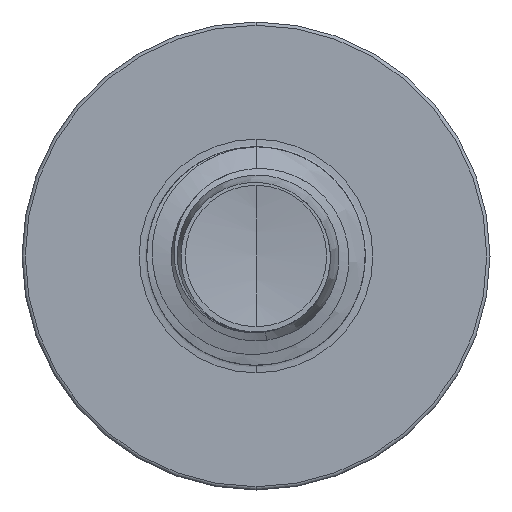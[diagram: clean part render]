
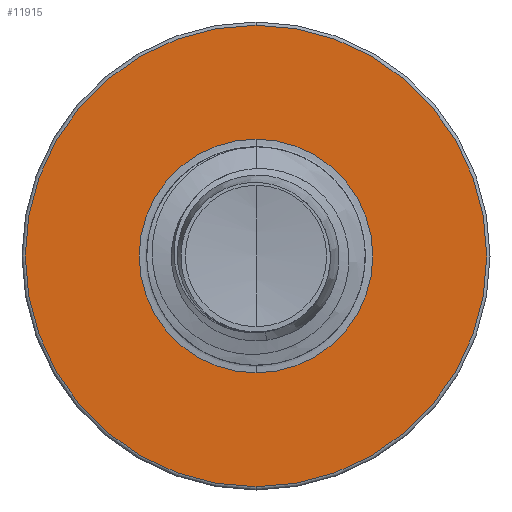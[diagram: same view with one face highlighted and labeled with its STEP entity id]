
A CAD part, front view. The second image highlights one B-rep face of the part: STEP entity #11915.
In plain terms, the highlighted planar face has unit normal (0, -1, 0).
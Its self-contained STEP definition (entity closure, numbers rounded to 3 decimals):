
#831 = ORIENTED_EDGE ( 'NONE', *, *, #15229, .F. ) ;
#1472 = EDGE_CURVE ( 'NONE', #20292, #18805, #2069, .T. ) ;
#2069 = CIRCLE ( 'NONE', #20215, 1.872 ) ;
#3240 = DIRECTION ( 'NONE',  ( 0., 0., 1. ) ) ;
#3245 = DIRECTION ( 'NONE',  ( 0., 1., 0. ) ) ;
#3273 = CARTESIAN_POINT ( 'NONE',  ( 0., 11., 0. ) ) ;
#3391 = CIRCLE ( 'NONE', #10346, 3.698 ) ;
#4423 = EDGE_LOOP ( 'NONE', ( #19326, #16710 ) ) ;
#5333 = CARTESIAN_POINT ( 'NONE',  ( 0., 11., -3.697 ) ) ;
#5985 = EDGE_LOOP ( 'NONE', ( #10989, #831 ) ) ;
#6365 = DIRECTION ( 'NONE',  ( 0., 0., 1. ) ) ;
#6377 = DIRECTION ( 'NONE',  ( 0., 1., 0. ) ) ;
#6440 = CARTESIAN_POINT ( 'NONE',  ( 0., 11., -1.872 ) ) ;
#6644 = PLANE ( 'NONE',  #8527 ) ;
#8527 = AXIS2_PLACEMENT_3D ( 'NONE', #6440, #6377, #6365 ) ;
#8652 = VERTEX_POINT ( 'NONE', #5333 ) ;
#9277 = CARTESIAN_POINT ( 'NONE',  ( 0., 11., 0. ) ) ;
#9526 = CARTESIAN_POINT ( 'NONE',  ( 0., 11., -1.872 ) ) ;
#10172 = FACE_BOUND ( 'NONE', #4423, .T. ) ;
#10346 = AXIS2_PLACEMENT_3D ( 'NONE', #14971, #14954, #14951 ) ;
#10694 = AXIS2_PLACEMENT_3D ( 'NONE', #9277, #19625, #11337 ) ;
#10989 = ORIENTED_EDGE ( 'NONE', *, *, #14431, .F. ) ;
#11105 = DIRECTION ( 'NONE',  ( 0., 1., 0. ) ) ;
#11134 = CARTESIAN_POINT ( 'NONE',  ( 0., 11., 0. ) ) ;
#11337 = DIRECTION ( 'NONE',  ( 0., 0., 1. ) ) ;
#11915 = ADVANCED_FACE ( 'NONE', ( #14383, #10172 ), #6644, .F. ) ;
#12540 = CARTESIAN_POINT ( 'NONE',  ( 0., 11., 1.872 ) ) ;
#13957 = AXIS2_PLACEMENT_3D ( 'NONE', #3273, #3245, #3240 ) ;
#14383 = FACE_OUTER_BOUND ( 'NONE', #5985, .T. ) ;
#14431 = EDGE_CURVE ( 'NONE', #15880, #8652, #3391, .T. ) ;
#14884 = DIRECTION ( 'NONE',  ( 0., 0., 1. ) ) ;
#14951 = DIRECTION ( 'NONE',  ( 0., 0., 1. ) ) ;
#14954 = DIRECTION ( 'NONE',  ( 0., 1., 0. ) ) ;
#14971 = CARTESIAN_POINT ( 'NONE',  ( 0., 11., 0. ) ) ;
#15229 = EDGE_CURVE ( 'NONE', #8652, #15880, #19509, .T. ) ;
#15880 = VERTEX_POINT ( 'NONE', #21056 ) ;
#16710 = ORIENTED_EDGE ( 'NONE', *, *, #1472, .T. ) ;
#17100 = EDGE_CURVE ( 'NONE', #18805, #20292, #17657, .T. ) ;
#17657 = CIRCLE ( 'NONE', #10694, 1.872 ) ;
#18805 = VERTEX_POINT ( 'NONE', #12540 ) ;
#19326 = ORIENTED_EDGE ( 'NONE', *, *, #17100, .T. ) ;
#19509 = CIRCLE ( 'NONE', #13957, 3.698 ) ;
#19625 = DIRECTION ( 'NONE',  ( 0., 1., 0. ) ) ;
#20215 = AXIS2_PLACEMENT_3D ( 'NONE', #11134, #11105, #14884 ) ;
#20292 = VERTEX_POINT ( 'NONE', #9526 ) ;
#21056 = CARTESIAN_POINT ( 'NONE',  ( 0., 11., 3.698 ) ) ;
